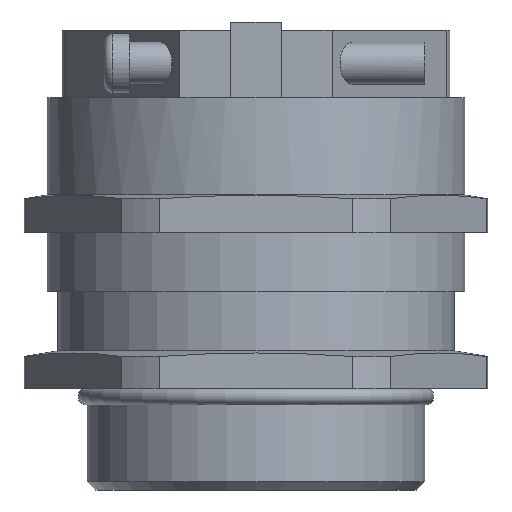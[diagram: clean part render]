
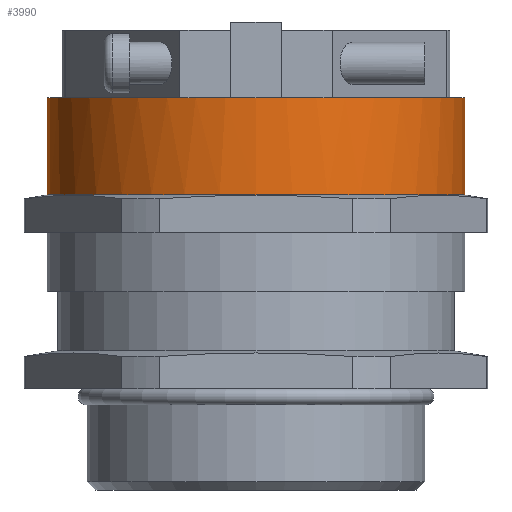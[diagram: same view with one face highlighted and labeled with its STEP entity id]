
A CAD part, front view. The second image highlights one B-rep face of the part: STEP entity #3990.
In plain terms, the highlighted cylindrical face has radius 24.75 mm (diameter 49.5 mm), a partial arc.
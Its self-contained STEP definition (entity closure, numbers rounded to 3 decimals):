
#125 = CARTESIAN_POINT ( 'NONE',  ( 0., 0., 46.5 ) ) ;
#129 = DIRECTION ( 'NONE',  ( 0., 0., 1. ) ) ;
#130 = DIRECTION ( 'NONE',  ( 1., 0., 0. ) ) ;
#143 = CARTESIAN_POINT ( 'NONE',  ( 0., 0., 46.5 ) ) ;
#150 = DIRECTION ( 'NONE',  ( 0., 0., 1. ) ) ;
#151 = DIRECTION ( 'NONE',  ( 1., 0., 0. ) ) ;
#387 = CARTESIAN_POINT ( 'NONE',  ( 24.75, 0., 46.5 ) ) ;
#389 = CARTESIAN_POINT ( 'NONE',  ( 24.75, 0., 35. ) ) ;
#390 = CARTESIAN_POINT ( 'NONE',  ( -24.75, 0., 35. ) ) ;
#391 = CARTESIAN_POINT ( 'NONE',  ( -24.75, 0., 46.5 ) ) ;
#452 = CARTESIAN_POINT ( 'NONE',  ( 10.533, -22.397, 46.5 ) ) ;
#454 = CARTESIAN_POINT ( 'NONE',  ( -10.533, -22.397, 46.5 ) ) ;
#758 = CIRCLE ( 'NONE', #942, 24.75 ) ;
#762 = CIRCLE ( 'NONE', #945, 24.75 ) ;
#811 = EDGE_CURVE ( 'NONE', #1388, #1451, #2732, .T. ) ;
#818 = EDGE_CURVE ( 'NONE', #1449, #1384, #2735, .T. ) ;
#942 = AXIS2_PLACEMENT_3D ( 'NONE', #3879, #3880, #3881 ) ;
#945 = AXIS2_PLACEMENT_3D ( 'NONE', #3888, #3889, #3890 ) ;
#992 = FACE_OUTER_BOUND ( 'NONE', #4058, .T. ) ;
#995 = AXIS2_PLACEMENT_3D ( 'NONE', #2891, #2892, #2893 ) ;
#996 = CYLINDRICAL_SURFACE ( 'NONE', #995, 24.75 ) ;
#1178 = AXIS2_PLACEMENT_3D ( 'NONE', #125, #129, #130 ) ;
#1179 = AXIS2_PLACEMENT_3D ( 'NONE', #143, #150, #151 ) ;
#1384 = VERTEX_POINT ( 'NONE', #387 ) ;
#1386 = VERTEX_POINT ( 'NONE', #389 ) ;
#1387 = VERTEX_POINT ( 'NONE', #390 ) ;
#1388 = VERTEX_POINT ( 'NONE', #391 ) ;
#1449 = VERTEX_POINT ( 'NONE', #452 ) ;
#1451 = VERTEX_POINT ( 'NONE', #454 ) ;
#1635 = ORIENTED_EDGE ( 'NONE', *, *, #811, .F. ) ;
#1640 = ORIENTED_EDGE ( 'NONE', *, *, #3971, .F. ) ;
#1647 = ORIENTED_EDGE ( 'NONE', *, *, #3168, .T. ) ;
#1650 = ORIENTED_EDGE ( 'NONE', *, *, #3968, .F. ) ;
#1652 = ORIENTED_EDGE ( 'NONE', *, *, #3242, .T. ) ;
#1658 = ORIENTED_EDGE ( 'NONE', *, *, #3236, .F. ) ;
#1663 = ORIENTED_EDGE ( 'NONE', *, *, #818, .F. ) ;
#1848 = CARTESIAN_POINT ( 'NONE',  ( 0., -24.75, 46.5 ) ) ;
#2017 = CARTESIAN_POINT ( 'NONE',  ( 0., 0., 35. ) ) ;
#2018 = DIRECTION ( 'NONE',  ( 0., 0., 1. ) ) ;
#2019 = DIRECTION ( 'NONE',  ( -1., 0., 0. ) ) ;
#2297 = AXIS2_PLACEMENT_3D ( 'NONE', #2017, #2018, #2019 ) ;
#2370 = VECTOR ( 'NONE', #4438, 1000. ) ;
#2376 = VECTOR ( 'NONE', #4456, 1000. ) ;
#2383 = CIRCLE ( 'NONE', #2297, 24.75 ) ;
#2732 = CIRCLE ( 'NONE', #1178, 24.75 ) ;
#2735 = CIRCLE ( 'NONE', #1179, 24.75 ) ;
#2891 = CARTESIAN_POINT ( 'NONE',  ( 0., 0., 46.5 ) ) ;
#2892 = DIRECTION ( 'NONE',  ( 0., 0., -1. ) ) ;
#2893 = DIRECTION ( 'NONE',  ( -1., 0., 0. ) ) ;
#3063 = VERTEX_POINT ( 'NONE', #1848 ) ;
#3168 = EDGE_CURVE ( 'NONE', #1387, #1386, #2383, .T. ) ;
#3236 = EDGE_CURVE ( 'NONE', #1384, #1386, #4436, .T. ) ;
#3242 = EDGE_CURVE ( 'NONE', #1388, #1387, #4454, .T. ) ;
#3879 = CARTESIAN_POINT ( 'NONE',  ( 0., 0., 46.5 ) ) ;
#3880 = DIRECTION ( 'NONE',  ( 0., 0., 1. ) ) ;
#3881 = DIRECTION ( 'NONE',  ( 1., 0., 0. ) ) ;
#3888 = CARTESIAN_POINT ( 'NONE',  ( 0., 0., 46.5 ) ) ;
#3889 = DIRECTION ( 'NONE',  ( 0., 0., 1. ) ) ;
#3890 = DIRECTION ( 'NONE',  ( 1., 0., 0. ) ) ;
#3968 = EDGE_CURVE ( 'NONE', #3063, #1449, #758, .T. ) ;
#3971 = EDGE_CURVE ( 'NONE', #1451, #3063, #762, .T. ) ;
#3990 = ADVANCED_FACE ( 'NONE', ( #992 ), #996, .T. ) ;
#4058 = EDGE_LOOP ( 'NONE', ( #1658, #1663, #1650, #1640, #1635, #1652, #1647 ) ) ;
#4436 = LINE ( 'NONE', #4437, #2370 ) ;
#4437 = CARTESIAN_POINT ( 'NONE',  ( 24.75, 0., 46.5 ) ) ;
#4438 = DIRECTION ( 'NONE',  ( 0., 0., -1. ) ) ;
#4454 = LINE ( 'NONE', #4455, #2376 ) ;
#4455 = CARTESIAN_POINT ( 'NONE',  ( -24.75, 0., 46.5 ) ) ;
#4456 = DIRECTION ( 'NONE',  ( 0., 0., -1. ) ) ;
